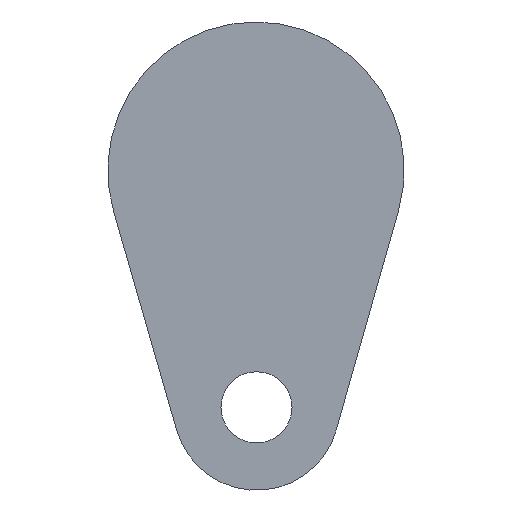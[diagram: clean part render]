
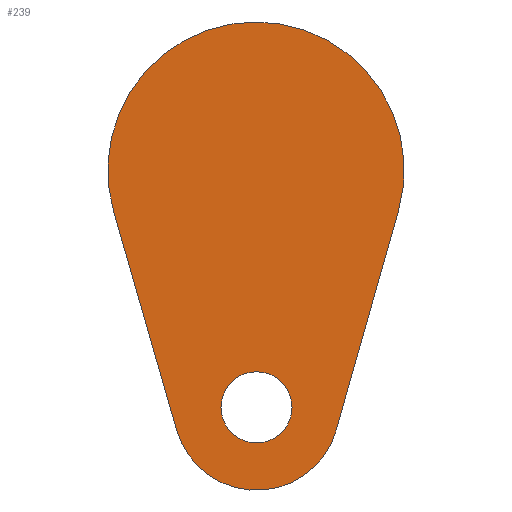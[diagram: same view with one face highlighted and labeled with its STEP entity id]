
A CAD part, left-side view. The second image highlights one B-rep face of the part: STEP entity #239.
In plain terms, the highlighted planar face has unit normal (-1, 0, 0).
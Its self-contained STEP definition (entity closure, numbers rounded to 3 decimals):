
#21=FACE_BOUND('',#67,.T.);
#29=PLANE('',#284);
#45=FACE_OUTER_BOUND('',#66,.T.);
#66=EDGE_LOOP('',(#212,#213,#214,#215));
#67=EDGE_LOOP('',(#216));
#76=LINE('',#413,#90);
#80=LINE('',#422,#94);
#90=VECTOR('',#343,10.);
#94=VECTOR('',#353,10.);
#96=CIRCLE('',#255,3.);
#109=CIRCLE('',#279,7.);
#110=CIRCLE('',#282,12.5);
#111=VERTEX_POINT('',#365);
#126=VERTEX_POINT('',#411);
#127=VERTEX_POINT('',#412);
#128=VERTEX_POINT('',#417);
#129=VERTEX_POINT('',#421);
#130=EDGE_CURVE('',#111,#111,#96,.T.);
#151=EDGE_CURVE('',#126,#127,#76,.T.);
#154=EDGE_CURVE('',#128,#127,#109,.T.);
#156=EDGE_CURVE('',#128,#129,#80,.T.);
#158=EDGE_CURVE('',#126,#129,#110,.T.);
#212=ORIENTED_EDGE('',*,*,#158,.F.);
#213=ORIENTED_EDGE('',*,*,#151,.T.);
#214=ORIENTED_EDGE('',*,*,#154,.F.);
#215=ORIENTED_EDGE('',*,*,#156,.T.);
#216=ORIENTED_EDGE('',*,*,#130,.T.);
#239=ADVANCED_FACE('',(#45,#21),#29,.F.);
#255=AXIS2_PLACEMENT_3D('',#366,#289,#290);
#279=AXIS2_PLACEMENT_3D('',#418,#348,#349);
#282=AXIS2_PLACEMENT_3D('',#425,#357,#358);
#284=AXIS2_PLACEMENT_3D('',#427,#361,#362);
#289=DIRECTION('center_axis',(1.,0.,0.));
#290=DIRECTION('ref_axis',(0.,0.,1.));
#343=DIRECTION('',(0.,-0.277,-0.961));
#348=DIRECTION('center_axis',(1.,0.,0.));
#349=DIRECTION('ref_axis',(0.,-0.962,-0.273));
#353=DIRECTION('',(0.,-0.273,0.962));
#357=DIRECTION('center_axis',(1.,0.,0.));
#358=DIRECTION('ref_axis',(0.,0.961,-0.277));
#361=DIRECTION('center_axis',(1.,0.,0.));
#362=DIRECTION('ref_axis',(0.,0.,-1.));
#365=CARTESIAN_POINT('',(0.,-0.04,-23.));
#366=CARTESIAN_POINT('Origin',(0.,-0.04,-20.));
#411=CARTESIAN_POINT('',(0.,12.011,-3.462));
#412=CARTESIAN_POINT('',(0.,6.686,-21.939));
#413=CARTESIAN_POINT('',(0.,12.011,-3.462));
#417=CARTESIAN_POINT('',(0.,-6.774,-21.911));
#418=CARTESIAN_POINT('Origin',(0.,-0.04,-20.));
#421=CARTESIAN_POINT('',(0.,-12.025,-3.413));
#422=CARTESIAN_POINT('',(0.,-6.774,-21.911));
#425=CARTESIAN_POINT('Origin',(0.,0.,0.));
#427=CARTESIAN_POINT('Origin',(0.,0.,-7.25));
